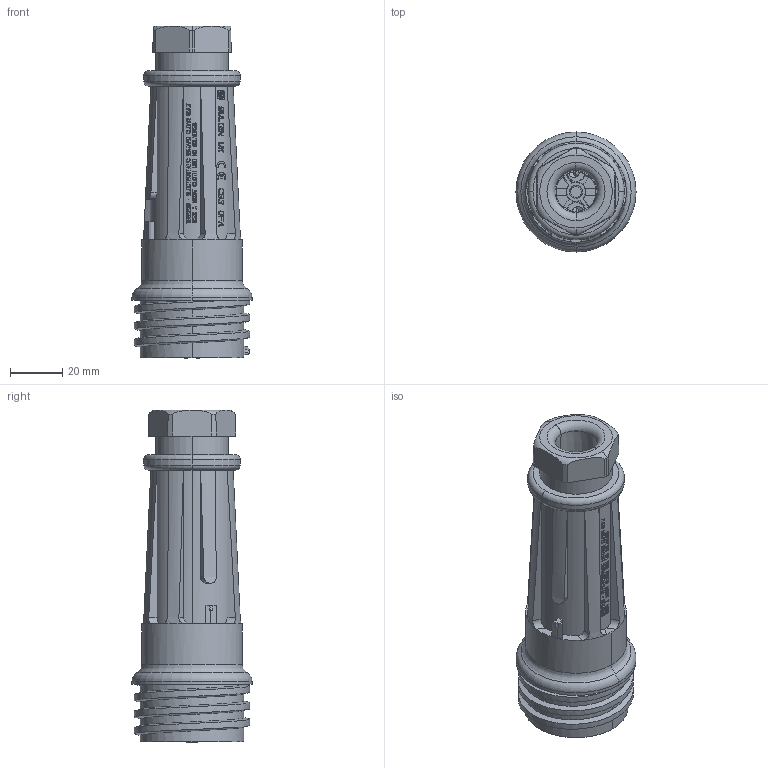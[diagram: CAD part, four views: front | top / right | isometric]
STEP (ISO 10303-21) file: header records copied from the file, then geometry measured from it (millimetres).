
FILE_DESCRIPTION(('STEP AP242'),'1');
FILE_NAME('px0921-02-s.stp','2024-05-02T20:09:17',('TraceParts'),('TraceParts S.A.'),'Spatial InterOp 3D',' ',' ');
FILE_SCHEMA(('AP242_MANAGED_MODEL_BASED_3D_ENGINEERING_MIM_LF {1 0 10303 442 1 1 4}'));
Length unit declared in the file: millimetre
Products named in the file (1): px0921-02-s
Bounding box: 46 x 46 x 127.13 mm (x, y, z)
Volume: 77883.2 mm3; surface area: 47226.4 mm2
Topology: 1 solids, 2 shells, 3307 faces, 9263 edges, 6140 vertices
Faces by surface type: plane 2942, cylinder 204, cone 110, torus 23, bspline 20, sphere 8
Entity records: 114414 total; most frequent: CARTESIAN_POINT 32040, ORIENTED_EDGE 18502, DIRECTION 14881, EDGE_CURVE 9251, LINE 6559, VECTOR 6559, VERTEX_POINT 6140, AXIS2_PLACEMENT_3D 4161
